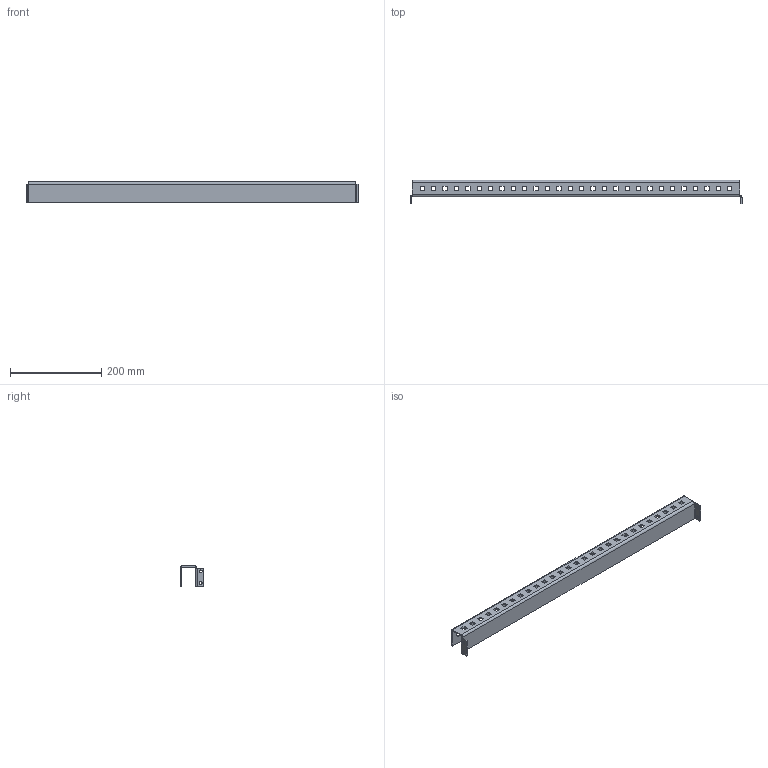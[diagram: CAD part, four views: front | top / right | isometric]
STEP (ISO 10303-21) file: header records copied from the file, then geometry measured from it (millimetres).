
FILE_DESCRIPTION (( 'STEP AP203' ), '1' );
FILE_NAME ('Óñèëåííàÿ ðåéêà FORD äëÿ êîðïóñà øèðèíîé 800 (2øò.) EKF PROxima.STEP', '2020-10-26T06:58:21', ( '' ), ( '' ), 'SwSTEP 2.0', 'SolidWorks 2019', '' );
FILE_SCHEMA (( 'CONFIG_CONTROL_DESIGN' ));
Length unit declared in the file: millimetre
Products named in the file (1): Óñèëåííàÿ ðåéêà FORD äëÿ êîðïóñà øèðèíîé 800 (2øò.) EKF PROxima
Bounding box: 729 x 51.5 x 45 mm (x, y, z)
Volume: 230077.6 mm3; surface area: 166001.4 mm2
Topology: 1 solids, 1 shells, 214 faces, 604 edges, 392 vertices
Faces by surface type: plane 170, cylinder 44
Entity records: 7081 total; most frequent: CARTESIAN_POINT 1211, ORIENTED_EDGE 1208, DIRECTION 1122, EDGE_CURVE 604, LINE 516, VECTOR 516, VERTEX_POINT 392, EDGE_LOOP 306
